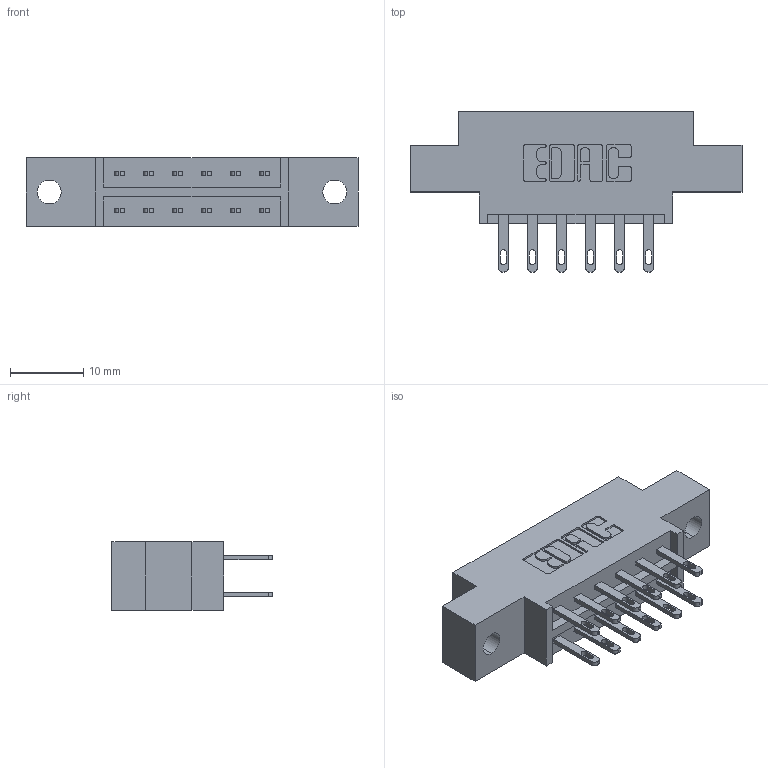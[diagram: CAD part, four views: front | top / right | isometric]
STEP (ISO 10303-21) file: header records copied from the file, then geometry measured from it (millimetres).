
FILE_DESCRIPTION (( 'STEP AP203' ), '1' );
FILE_NAME ('833-012-500-802.STEP', '2020-05-30T20:36:32', ( '' ), ( '' ), 'SwSTEP 2.0', 'SolidWorks 2020', '' );
FILE_SCHEMA (( 'CONFIG_CONTROL_DESIGN' ));
Length unit declared in the file: inch
Products named in the file (3): 833-012-500-802; 345-292-001_345-293-100; 833 Part_Offset - .128 Dia
Assembly tree (13 placements, depth 2):
  833-012-500-802
    833 Part_Offset - .128 Dia
    345-292-001_345-293-100  x12
Bounding box: 45.31 x 21.85 x 9.4 mm (x, y, z)
Volume: 4061.8 mm3; surface area: 4494.8 mm2
Topology: 13 solids, 13 shells, 694 faces, 2087 edges, 1390 vertices
Faces by surface type: plane 434, cylinder 260
Entity records: 8581 total; most frequent: CARTESIAN_POINT 1466, ORIENTED_EDGE 1402, DIRECTION 1317, EDGE_CURVE 701, LINE 569, VECTOR 569, VERTEX_POINT 466, AXIS2_PLACEMENT_3D 374
